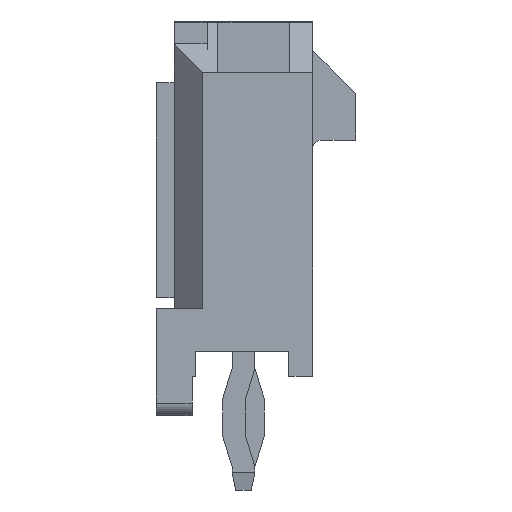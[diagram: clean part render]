
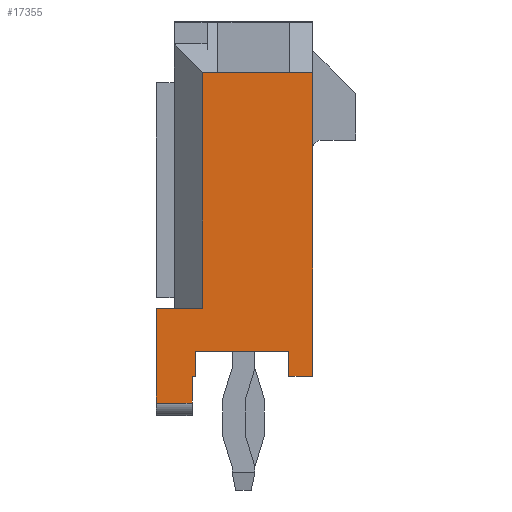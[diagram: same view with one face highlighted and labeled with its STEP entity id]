
A CAD part, left-side view. The second image highlights one B-rep face of the part: STEP entity #17355.
In plain terms, the highlighted face is planar.
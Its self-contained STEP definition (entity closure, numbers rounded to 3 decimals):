
#1701=ORIENTED_EDGE('',*,*,#4080,.F.);
#1702=ORIENTED_EDGE('',*,*,#4671,.T.);
#1703=ORIENTED_EDGE('',*,*,#4084,.T.);
#1704=ORIENTED_EDGE('',*,*,#4019,.F.);
#1705=ORIENTED_EDGE('',*,*,#4178,.F.);
#1706=ORIENTED_EDGE('',*,*,#4182,.F.);
#1707=ORIENTED_EDGE('',*,*,#4672,.F.);
#1708=ORIENTED_EDGE('',*,*,#4673,.T.);
#1709=ORIENTED_EDGE('',*,*,#4674,.T.);
#1710=ORIENTED_EDGE('',*,*,#4675,.T.);
#1711=ORIENTED_EDGE('',*,*,#4668,.F.);
#1712=ORIENTED_EDGE('',*,*,#4676,.F.);
#1713=ORIENTED_EDGE('',*,*,#4121,.F.);
#1714=ORIENTED_EDGE('',*,*,#4075,.T.);
#4019=EDGE_CURVE('',#5738,#5739,#6938,.T.);
#4075=EDGE_CURVE('',#5781,#5784,#6993,.T.);
#4080=EDGE_CURVE('',#5787,#5784,#6998,.T.);
#4084=EDGE_CURVE('',#5790,#5739,#7002,.T.);
#4121=EDGE_CURVE('',#5781,#5813,#7039,.T.);
#4178=EDGE_CURVE('',#5846,#5738,#7093,.T.);
#4182=EDGE_CURVE('',#5848,#5846,#7097,.T.);
#4668=EDGE_CURVE('',#6123,#6124,#7583,.T.);
#4671=EDGE_CURVE('',#5787,#5790,#7586,.T.);
#4672=EDGE_CURVE('',#6125,#5848,#7587,.T.);
#4673=EDGE_CURVE('',#6125,#6126,#7588,.T.);
#4674=EDGE_CURVE('',#6126,#6127,#7589,.T.);
#4675=EDGE_CURVE('',#6127,#6124,#7590,.T.);
#4676=EDGE_CURVE('',#5813,#6123,#7591,.T.);
#5738=VERTEX_POINT('',#22421);
#5739=VERTEX_POINT('',#22422);
#5781=VERTEX_POINT('',#22527);
#5784=VERTEX_POINT('',#22536);
#5787=VERTEX_POINT('',#22546);
#5790=VERTEX_POINT('',#22555);
#5813=VERTEX_POINT('',#22622);
#5846=VERTEX_POINT('',#22725);
#5848=VERTEX_POINT('',#22733);
#6123=VERTEX_POINT('',#23678);
#6124=VERTEX_POINT('',#23679);
#6125=VERTEX_POINT('',#23685);
#6126=VERTEX_POINT('',#23687);
#6127=VERTEX_POINT('',#23689);
#6938=LINE('',#22420,#8725);
#6993=LINE('',#22537,#8780);
#6998=LINE('',#22547,#8785);
#7002=LINE('',#22554,#8789);
#7039=LINE('',#22621,#8826);
#7093=LINE('',#22726,#8880);
#7097=LINE('',#22734,#8884);
#7583=LINE('',#23677,#9370);
#7586=LINE('',#23683,#9373);
#7587=LINE('',#23684,#9374);
#7588=LINE('',#23686,#9375);
#7589=LINE('',#23688,#9376);
#7590=LINE('',#23690,#9377);
#7591=LINE('',#23691,#9378);
#8725=VECTOR('',#19027,1000.);
#8780=VECTOR('',#19112,1000.);
#8785=VECTOR('',#19121,1000.);
#8789=VECTOR('',#19127,1000.);
#8826=VECTOR('',#19178,1000.);
#8880=VECTOR('',#19266,1000.);
#8884=VECTOR('',#19274,1000.);
#9370=VECTOR('',#20126,1000.);
#9373=VECTOR('',#20131,1000.);
#9374=VECTOR('',#20132,1000.);
#9375=VECTOR('',#20133,1000.);
#9376=VECTOR('',#20134,1000.);
#9377=VECTOR('',#20135,1000.);
#9378=VECTOR('',#20136,1000.);
#10464=EDGE_LOOP('',(#1701,#1702,#1703,#1704,#1705,#1706,#1707,#1708,#1709,
#1710,#1711,#1712,#1713,#1714));
#11177=FACE_BOUND('',#10464,.T.);
#11865=PLANE('',#18054);
#17355=ADVANCED_FACE('',(#11177),#11865,.F.);
#18054=AXIS2_PLACEMENT_3D('',#23682,#20129,#20130);
#19027=DIRECTION('',(0.,-1.,0.));
#19112=DIRECTION('',(0.,0.,-1.));
#19121=DIRECTION('',(0.,0.,1.));
#19127=DIRECTION('',(0.,0.,-1.));
#19178=DIRECTION('',(0.,0.,1.));
#19266=DIRECTION('',(0.,0.,-1.));
#19274=DIRECTION('',(0.,1.,0.));
#20126=DIRECTION('',(0.,0.,-1.));
#20129=DIRECTION('',(-1.,0.,0.));
#20130=DIRECTION('',(0.,0.,1.));
#20131=DIRECTION('',(0.,1.,0.));
#20132=DIRECTION('',(0.,0.,-1.));
#20133=DIRECTION('',(0.,-1.,0.));
#20134=DIRECTION('',(0.,0.,1.));
#20135=DIRECTION('',(0.,1.,0.));
#20136=DIRECTION('',(0.,1.,0.));
#22420=CARTESIAN_POINT('',(19.825,4.95,-2.185));
#22421=CARTESIAN_POINT('',(19.825,5.7,-2.185));
#22422=CARTESIAN_POINT('',(19.825,3.05,-2.185));
#22527=CARTESIAN_POINT('',(19.825,-3.536,1.535));
#22536=CARTESIAN_POINT('',(19.825,-3.536,-0.465));
#22537=CARTESIAN_POINT('',(19.825,-3.536,1.535));
#22546=CARTESIAN_POINT('',(19.825,-3.536,-0.885));
#22547=CARTESIAN_POINT('',(19.825,-3.536,0.));
#22554=CARTESIAN_POINT('',(19.825,3.05,-1.685));
#22555=CARTESIAN_POINT('',(19.825,3.05,-0.885));
#22621=CARTESIAN_POINT('',(19.825,-3.536,0.));
#22622=CARTESIAN_POINT('',(19.825,-3.536,2.185));
#22725=CARTESIAN_POINT('',(19.825,5.7,-1.185));
#22726=CARTESIAN_POINT('',(19.825,5.7,-1.185));
#22733=CARTESIAN_POINT('',(19.825,4.95,-1.185));
#22734=CARTESIAN_POINT('',(19.825,4.95,-1.185));
#23677=CARTESIAN_POINT('',(19.825,4.95,2.185));
#23678=CARTESIAN_POINT('',(19.825,4.95,2.185));
#23679=CARTESIAN_POINT('',(19.825,4.95,1.515));
#23682=CARTESIAN_POINT('',(19.825,0.,0.));
#23683=CARTESIAN_POINT('',(19.825,3.05,-0.885));
#23684=CARTESIAN_POINT('',(19.825,4.95,2.185));
#23685=CARTESIAN_POINT('',(19.825,4.95,-1.085));
#23686=CARTESIAN_POINT('',(19.825,4.95,-1.085));
#23687=CARTESIAN_POINT('',(19.825,4.25,-1.085));
#23688=CARTESIAN_POINT('',(19.825,4.25,-1.085));
#23689=CARTESIAN_POINT('',(19.825,4.25,1.515));
#23690=CARTESIAN_POINT('',(19.825,4.25,1.515));
#23691=CARTESIAN_POINT('',(19.825,-4.95,2.185));
